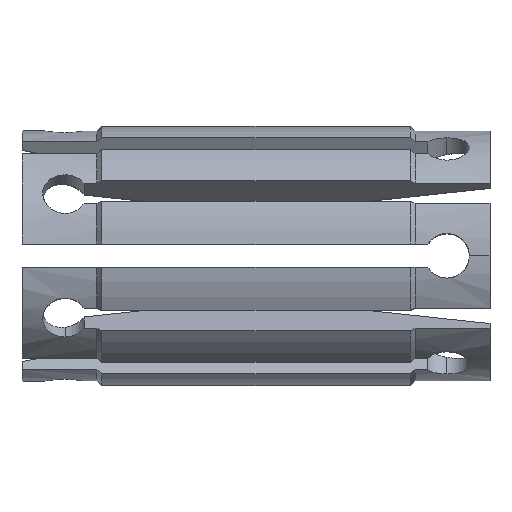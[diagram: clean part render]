
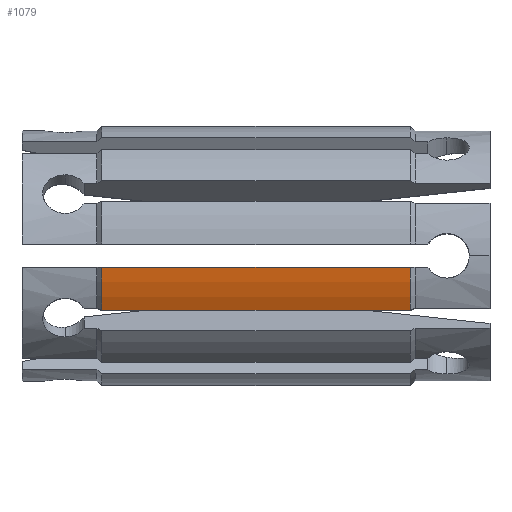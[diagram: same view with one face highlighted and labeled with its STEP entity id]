
A CAD part, top view. The second image highlights one B-rep face of the part: STEP entity #1079.
In plain terms, the highlighted cylindrical face has radius 17.653 mm (diameter 35.306 mm), a partial arc.
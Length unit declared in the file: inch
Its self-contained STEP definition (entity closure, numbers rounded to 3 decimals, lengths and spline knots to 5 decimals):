
#178 = EDGE_LOOP ( 'NONE', ( #4552, #1961, #4357, #3821 ) ) ;
#548 = CARTESIAN_POINT ( 'NONE',  ( -0.825, 0., 0. ) ) ;
#597 = VERTEX_POINT ( 'NONE', #2344 ) ;
#688 = DIRECTION ( 'NONE',  ( 1., 0., 0. ) ) ;
#1057 = VERTEX_POINT ( 'NONE', #5656 ) ;
#1079 = ADVANCED_FACE ( 'NONE', ( #3690 ), #4187, .T. ) ;
#1374 = VECTOR ( 'NONE', #688, 39.37008 ) ;
#1492 = CARTESIAN_POINT ( 'NONE',  ( 0.825, -0.0625, 0.69218 ) ) ;
#1646 = CARTESIAN_POINT ( 'NONE',  ( 0., -0.0625, 0.69218 ) ) ;
#1687 = DIRECTION ( 'NONE',  ( 1., 0., 0. ) ) ;
#1961 = ORIENTED_EDGE ( 'NONE', *, *, #2365, .T. ) ;
#2091 = VECTOR ( 'NONE', #1687, 39.37008 ) ;
#2145 = LINE ( 'NONE', #4998, #2091 ) ;
#2344 = CARTESIAN_POINT ( 'NONE',  ( 0.825, -0.29197, 0.6307 ) ) ;
#2365 = EDGE_CURVE ( 'NONE', #1057, #597, #2145, .T. ) ;
#2428 = EDGE_CURVE ( 'NONE', #1057, #2461, #5034, .T. ) ;
#2461 = VERTEX_POINT ( 'NONE', #2522 ) ;
#2522 = CARTESIAN_POINT ( 'NONE',  ( -0.825, -0.0625, 0.69218 ) ) ;
#2600 = VERTEX_POINT ( 'NONE', #1492 ) ;
#2815 = DIRECTION ( 'NONE',  ( 0., 0., 1. ) ) ;
#2882 = DIRECTION ( 'NONE',  ( -1., 0., 0. ) ) ;
#3524 = AXIS2_PLACEMENT_3D ( 'NONE', #4245, #5187, #2815 ) ;
#3690 = FACE_OUTER_BOUND ( 'NONE', #178, .T. ) ;
#3758 = DIRECTION ( 'NONE',  ( 0., 0., 1. ) ) ;
#3821 = ORIENTED_EDGE ( 'NONE', *, *, #5975, .F. ) ;
#3824 = DIRECTION ( 'NONE',  ( -1., 0., 0. ) ) ;
#4187 = CYLINDRICAL_SURFACE ( 'NONE', #3524, 0.695 ) ;
#4225 = EDGE_CURVE ( 'NONE', #597, #2600, #4689, .T. ) ;
#4245 = CARTESIAN_POINT ( 'NONE',  ( 0., 0., 0. ) ) ;
#4357 = ORIENTED_EDGE ( 'NONE', *, *, #4225, .T. ) ;
#4552 = ORIENTED_EDGE ( 'NONE', *, *, #2428, .F. ) ;
#4689 = CIRCLE ( 'NONE', #5170, 0.695 ) ;
#4998 = CARTESIAN_POINT ( 'NONE',  ( 0., -0.29197, 0.6307 ) ) ;
#5034 = CIRCLE ( 'NONE', #5325, 0.695 ) ;
#5170 = AXIS2_PLACEMENT_3D ( 'NONE', #5721, #2882, #3758 ) ;
#5187 = DIRECTION ( 'NONE',  ( -1., 0., 0. ) ) ;
#5322 = LINE ( 'NONE', #1646, #1374 ) ;
#5325 = AXIS2_PLACEMENT_3D ( 'NONE', #548, #3824, #5701 ) ;
#5656 = CARTESIAN_POINT ( 'NONE',  ( -0.825, -0.29197, 0.6307 ) ) ;
#5701 = DIRECTION ( 'NONE',  ( 0., 0., 1. ) ) ;
#5721 = CARTESIAN_POINT ( 'NONE',  ( 0.825, 0., 0. ) ) ;
#5975 = EDGE_CURVE ( 'NONE', #2461, #2600, #5322, .T. ) ;
